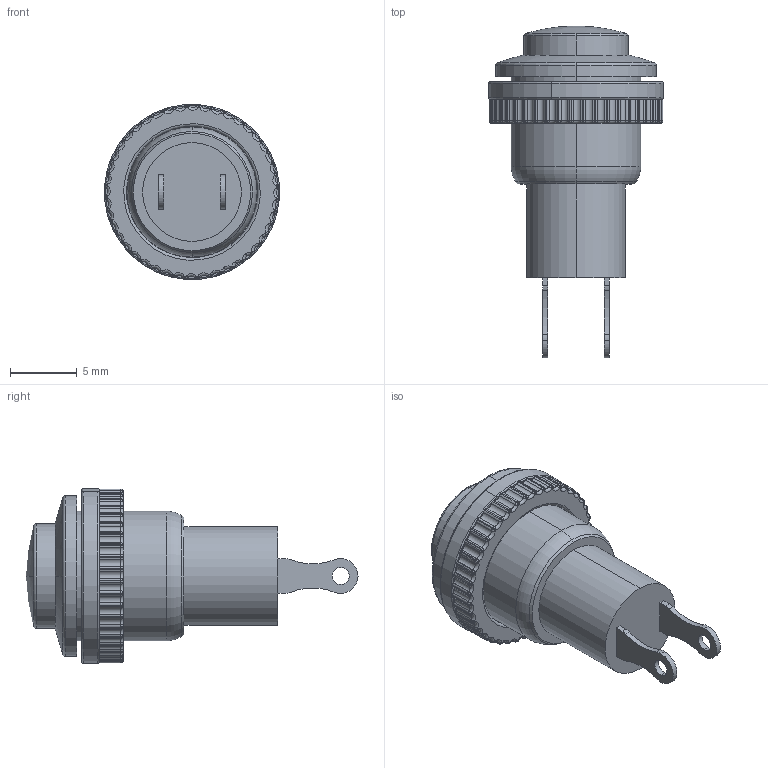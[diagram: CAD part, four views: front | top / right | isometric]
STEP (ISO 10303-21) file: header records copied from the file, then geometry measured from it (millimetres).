
FILE_DESCRIPTION (( 'STEP AP214' ), '1' );
FILE_NAME ('Push_ASM.STEP', '2023-10-19T06:57:20', ( '' ), ( '' ), 'SwSTEP 2.0', 'SolidWorks 2023', '' );
FILE_SCHEMA (( 'AUTOMOTIVE_DESIGN' ));
Length unit declared in the file: millimetre
Products named in the file (4): Push_main_Défaut; Push_screw_Défaut; Push_ASM; Push_ring_Défaut
Assembly tree (3 placements, depth 2):
  Push_ASM
    Push_main_Défaut
    Push_ring_Défaut
    Push_screw_Défaut
Bounding box: 13.07 x 24.8 x 13.07 mm (x, y, z)
Volume: 1297.2 mm3; surface area: 1259.8 mm2
Topology: 3 solids, 3 shells, 464 faces, 1154 edges, 613 vertices
Faces by surface type: cylinder 237, torus 117, sphere 92, plane 16, cone 2
Entity records: 17981 total; most frequent: DIRECTION 2815, CARTESIAN_POINT 2149, ORIENTED_EDGE 2132, AXIS2_PLACEMENT_3D 1279, EDGE_CURVE 1066, CIRCLE 809, VERTEX_POINT 613, EDGE_LOOP 477
